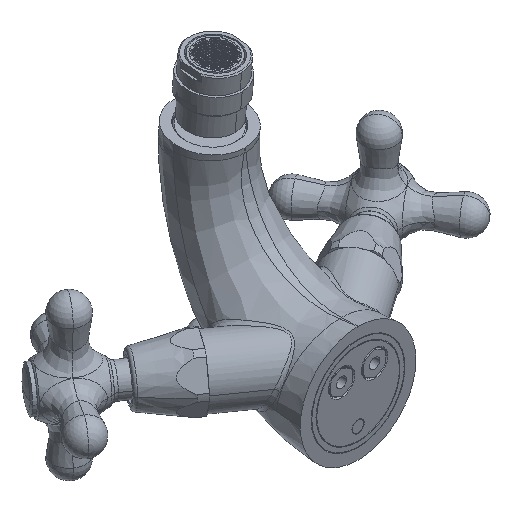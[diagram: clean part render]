
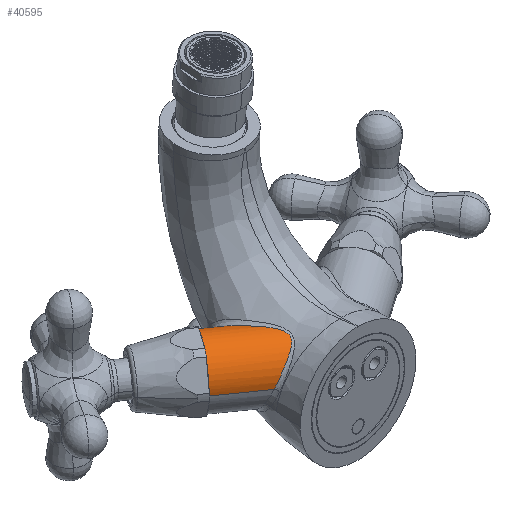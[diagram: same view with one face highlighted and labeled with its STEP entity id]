
A CAD part, isometric view. The second image highlights one B-rep face of the part: STEP entity #40595.
In plain terms, the highlighted cylindrical face has radius 13.75 mm (diameter 27.5 mm), a partial arc.
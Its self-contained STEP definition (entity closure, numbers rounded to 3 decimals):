
#11492=CARTESIAN_POINT('',(-35.,36.,8.));
#11493=DIRECTION('',(0.819,-0.574,0.));
#11494=DIRECTION('',(0.574,0.819,0.));
#11495=AXIS2_PLACEMENT_3D('',#11492,#11493,#11494);
#11497=DIRECTION('',(-0.819,0.574,0.));
#11498=VECTOR('',#11497,3.302);
#11499=CARTESIAN_POINT('',(-24.408,45.369,
8.));
#11500=LINE('',#11499,#11498);
#11501=CARTESIAN_POINT('',(-25.111,43.939,
14.39));
#11502=CARTESIAN_POINT('',(-25.118,44.071,
14.191));
#11503=CARTESIAN_POINT('',(-25.125,44.32,
13.786));
#11504=CARTESIAN_POINT('',(-25.11,44.644,
13.155));
#11505=CARTESIAN_POINT('',(-25.071,44.917,
12.499));
#11506=CARTESIAN_POINT('',(-25.011,45.139,
11.819));
#11507=CARTESIAN_POINT('',(-24.929,45.306,
11.113));
#11508=CARTESIAN_POINT('',(-24.827,45.418,
10.381));
#11509=CARTESIAN_POINT('',(-24.707,45.47,
9.62));
#11510=CARTESIAN_POINT('',(-24.567,45.46,
8.828));
#11511=CARTESIAN_POINT('',(-24.463,45.408,
8.279));
#11512=CARTESIAN_POINT('',(-24.408,45.369,
8.));
#11514=CARTESIAN_POINT('',(-25.51,12.569,
8.));
#11515=CARTESIAN_POINT('',(-25.371,12.472,
8.373));
#11516=CARTESIAN_POINT('',(-25.069,12.298,
9.12));
#11517=CARTESIAN_POINT('',(-24.549,12.101,
10.236));
#11518=CARTESIAN_POINT('',(-23.959,11.967,
11.342));
#11519=CARTESIAN_POINT('',(-23.3,11.898,
12.433));
#11520=CARTESIAN_POINT('',(-22.577,11.895,
13.498));
#11521=CARTESIAN_POINT('',(-21.793,11.958,
14.53));
#11522=CARTESIAN_POINT('',(-20.958,12.09,
15.518));
#11523=CARTESIAN_POINT('',(-20.085,12.29,
16.45));
#11524=CARTESIAN_POINT('',(-19.196,12.556,
17.309));
#11525=CARTESIAN_POINT('',(-18.324,12.882,
18.08));
#11526=CARTESIAN_POINT('',(-17.513,13.252,
18.74));
#11527=CARTESIAN_POINT('',(-16.806,13.644,
19.281));
#11528=CARTESIAN_POINT('',(-16.202,14.045,
19.721));
#11529=CARTESIAN_POINT('',(-15.696,14.449,
20.079));
#11530=CARTESIAN_POINT('',(-15.276,14.852,
20.372));
#11531=CARTESIAN_POINT('',(-14.934,15.251,
20.612));
#11532=CARTESIAN_POINT('',(-14.655,15.649,
20.812));
#11533=CARTESIAN_POINT('',(-14.428,16.051,
20.981));
#11534=CARTESIAN_POINT('',(-14.248,16.462,
21.126));
#11535=CARTESIAN_POINT('',(-14.111,16.888,
21.253));
#11536=CARTESIAN_POINT('',(-14.012,17.339,
21.363));
#11537=CARTESIAN_POINT('',(-13.954,17.825,
21.461));
#11538=CARTESIAN_POINT('',(-13.941,18.357,
21.546));
#11539=CARTESIAN_POINT('',(-13.979,18.951,
21.62));
#11540=CARTESIAN_POINT('',(-14.08,19.618,
21.68));
#11541=CARTESIAN_POINT('',(-14.254,20.363,
21.723));
#11542=CARTESIAN_POINT('',(-14.508,21.19,
21.748));
#11543=CARTESIAN_POINT('',(-14.85,22.101,
21.753));
#11544=CARTESIAN_POINT('',(-15.282,23.102,
21.734));
#11545=CARTESIAN_POINT('',(-15.81,24.199,
21.689));
#11546=CARTESIAN_POINT('',(-16.433,25.398,
21.614));
#11547=CARTESIAN_POINT('',(-17.155,26.71,
21.503));
#11548=CARTESIAN_POINT('',(-17.976,28.15,
21.347));
#11549=CARTESIAN_POINT('',(-18.896,29.737,
21.132));
#11550=CARTESIAN_POINT('',(-19.931,31.529,
20.829));
#11551=CARTESIAN_POINT('',(-21.024,33.474,
20.412));
#11552=CARTESIAN_POINT('',(-21.954,35.218,
19.94));
#11553=CARTESIAN_POINT('',(-22.705,36.72,
19.443));
#11554=CARTESIAN_POINT('',(-23.317,38.04,
18.919));
#11555=CARTESIAN_POINT('',(-23.799,39.18,
18.38));
#11556=CARTESIAN_POINT('',(-24.176,40.166,
17.834));
#11557=CARTESIAN_POINT('',(-24.47,41.023,
17.281));
#11558=CARTESIAN_POINT('',(-24.695,41.773,
16.72));
#11559=CARTESIAN_POINT('',(-24.865,42.432,
16.15));
#11560=CARTESIAN_POINT('',(-24.987,43.007,
15.574));
#11561=CARTESIAN_POINT('',(-25.069,43.509,
14.99));
#11562=CARTESIAN_POINT('',(-25.1,43.803,
14.591));
#11563=CARTESIAN_POINT('',(-25.111,43.939,
14.39));
#11565=DIRECTION('',(-0.819,0.574,0.));
#11566=VECTOR('',#11565,21.213);
#11567=CARTESIAN_POINT('',(-25.51,12.569,
8.));
#11568=LINE('',#11567,#11566);
#11569=CARTESIAN_POINT('',(-35.,36.,8.));
#11570=DIRECTION('',(0.819,-0.574,0.));
#11571=DIRECTION('',(-0.555,-0.793,0.25));
#11572=AXIS2_PLACEMENT_3D('',#11569,#11570,#11571);
#11574=CARTESIAN_POINT('',(-35.,36.,8.));
#11575=DIRECTION('',(0.819,-0.574,0.));
#11576=DIRECTION('',(-0.153,-0.219,0.964));
#11577=AXIS2_PLACEMENT_3D('',#11574,#11575,#11576);
#11579=CARTESIAN_POINT('',(-35.,36.,8.));
#11580=DIRECTION('',(0.819,-0.574,0.));
#11581=DIRECTION('',(0.402,0.574,0.713));
#11582=AXIS2_PLACEMENT_3D('',#11579,#11580,#11581);
#12010=CARTESIAN_POINT('',(-35.,36.,8.));
#12011=DIRECTION('',(-0.819,0.574,0.));
#12012=DIRECTION('',(-0.555,-0.793,0.25));
#12013=AXIS2_PLACEMENT_3D('',#12010,#12011,#12012);
#12032=CARTESIAN_POINT('',(-35.,36.,8.));
#12033=DIRECTION('',(-0.819,0.574,0.));
#12034=DIRECTION('',(-0.153,-0.219,0.964));
#12035=AXIS2_PLACEMENT_3D('',#12032,#12033,#12034);
#12062=CARTESIAN_POINT('',(-35.,36.,8.));
#12063=DIRECTION('',(-0.819,0.574,0.));
#12064=DIRECTION('',(0.402,0.574,0.713));
#12065=AXIS2_PLACEMENT_3D('',#12062,#12063,#12064);
#21657=VERTEX_POINT('',#11501);
#21658=VERTEX_POINT('',#11512);
#21664=VERTEX_POINT('',#11514);
#22519=CARTESIAN_POINT('',(-42.887,24.737,8.));
#22521=VERTEX_POINT('',#22519);
#22532=CARTESIAN_POINT('',(-27.113,47.263,8.));
#22534=VERTEX_POINT('',#22532);
#22535=CARTESIAN_POINT('',(-42.635,25.095,
11.443));
#22536=CARTESIAN_POINT('',(-40.528,28.105,
17.807));
#22537=VERTEX_POINT('',#22535);
#22538=VERTEX_POINT('',#22536);
#22539=CARTESIAN_POINT('',(-27.365,46.905,
11.443));
#22540=CARTESIAN_POINT('',(-29.472,43.895,
17.807));
#22541=VERTEX_POINT('',#22539);
#22542=VERTEX_POINT('',#22540);
#22543=CARTESIAN_POINT('',(-32.893,39.01,21.25));
#22544=CARTESIAN_POINT('',(-37.107,32.99,21.25));
#22545=VERTEX_POINT('',#22543);
#22546=VERTEX_POINT('',#22544);
#40568=CARTESIAN_POINT('',(7.915,5.95,8.));
#40569=DIRECTION('',(0.819,-0.574,0.));
#40570=DIRECTION('',(-0.574,-0.819,0.));
#40571=AXIS2_PLACEMENT_3D('',#40568,#40569,#40570);
#40572=CYLINDRICAL_SURFACE('',#40571,13.75);
#40574=ORIENTED_EDGE('',*,*,#40573,.F.);
#40576=ORIENTED_EDGE('',*,*,#40575,.F.);
#40577=ORIENTED_EDGE('',*,*,#40552,.F.);
#40578=ORIENTED_EDGE('',*,*,#32137,.F.);
#40580=ORIENTED_EDGE('',*,*,#40579,.T.);
#40582=ORIENTED_EDGE('',*,*,#40581,.F.);
#40584=ORIENTED_EDGE('',*,*,#40583,.T.);
#40586=ORIENTED_EDGE('',*,*,#40585,.F.);
#40588=ORIENTED_EDGE('',*,*,#40587,.T.);
#40590=ORIENTED_EDGE('',*,*,#40589,.F.);
#40592=ORIENTED_EDGE('',*,*,#40591,.T.);
#40593=EDGE_LOOP('',(#40574,#40576,#40577,#40578,#40580,#40582,#40584,#40586,
#40588,#40590,#40592));
#40594=FACE_OUTER_BOUND('',#40593,.F.);
#40595=ADVANCED_FACE('',(#40594),#40572,.T.);
#11496=CIRCLE('',#11495,13.75);
#11513=B_SPLINE_CURVE_WITH_KNOTS('',3,(#11501,#11502,#11503,#11504,#11505,
#11506,#11507,#11508,#11509,#11510,#11511,#11512),.UNSPECIFIED.,.F.,.F.,(4,1,1,
1,1,1,1,1,1,4),(0.,0.111,0.222,0.333,
0.444,0.556,0.667,0.778,
0.889,1.),.UNSPECIFIED.);
#11564=B_SPLINE_CURVE_WITH_KNOTS('',3,(#11514,#11515,#11516,#11517,#11518,
#11519,#11520,#11521,#11522,#11523,#11524,#11525,#11526,#11527,#11528,#11529,
#11530,#11531,#11532,#11533,#11534,#11535,#11536,#11537,#11538,#11539,#11540,
#11541,#11542,#11543,#11544,#11545,#11546,#11547,#11548,#11549,#11550,#11551,
#11552,#11553,#11554,#11555,#11556,#11557,#11558,#11559,#11560,#11561,#11562,
#11563),.UNSPECIFIED.,.F.,.F.,(4,1,1,1,1,1,1,1,1,1,1,1,1,1,1,1,1,1,1,1,1,1,1,1,
1,1,1,1,1,1,1,1,1,1,1,1,1,1,1,1,1,1,1,1,1,1,1,4),(0.,0.021,
0.043,0.064,0.085,0.106,
0.128,0.149,0.17,0.191,
0.213,0.234,0.255,0.277,
0.298,0.319,0.34,0.362,
0.383,0.404,0.426,0.447,
0.468,0.489,0.511,0.532,
0.553,0.574,0.596,0.617,
0.638,0.66,0.681,0.702,
0.723,0.745,0.766,0.787,
0.809,0.83,0.851,0.872,
0.894,0.915,0.936,0.957,
0.979,1.),.UNSPECIFIED.);
#11573=CIRCLE('',#11572,13.75);
#11578=CIRCLE('',#11577,13.75);
#11583=CIRCLE('',#11582,13.75);
#12014=CIRCLE('',#12013,13.75);
#12036=CIRCLE('',#12035,13.75);
#12066=CIRCLE('',#12065,13.75);
#32137=EDGE_CURVE('',#21664,#21657,#11564,.T.);
#40552=EDGE_CURVE('',#21657,#21658,#11513,.T.);
#40573=EDGE_CURVE('',#22534,#22541,#11496,.T.);
#40575=EDGE_CURVE('',#21658,#22534,#11500,.T.);
#40579=EDGE_CURVE('',#21664,#22521,#11568,.T.);
#40581=EDGE_CURVE('',#22537,#22521,#11573,.T.);
#40583=EDGE_CURVE('',#22537,#22538,#12014,.T.);
#40585=EDGE_CURVE('',#22546,#22538,#11578,.T.);
#40587=EDGE_CURVE('',#22546,#22545,#12036,.T.);
#40589=EDGE_CURVE('',#22542,#22545,#11583,.T.);
#40591=EDGE_CURVE('',#22542,#22541,#12066,.T.);
